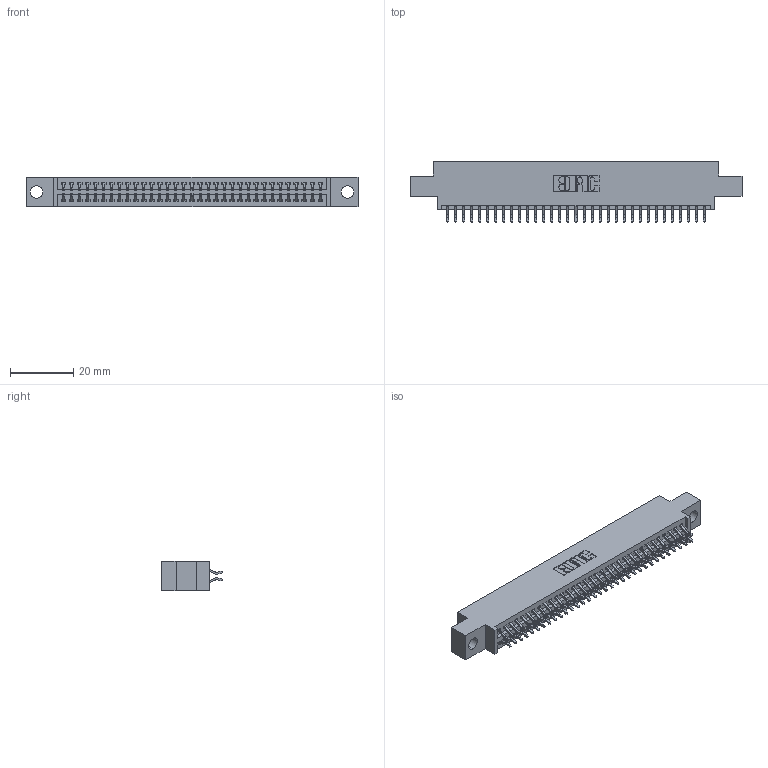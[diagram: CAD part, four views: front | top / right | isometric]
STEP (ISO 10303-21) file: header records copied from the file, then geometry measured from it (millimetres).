
FILE_DESCRIPTION (( 'STEP AP203' ), '1' );
FILE_NAME ('395-066-556-804.STEP', '2021-06-17T03:39:01', ( '' ), ( '' ), 'SwSTEP 2.0', 'SolidWorks 2020', '' );
FILE_SCHEMA (( 'CONFIG_CONTROL_DESIGN' ));
Length unit declared in the file: inch
Products named in the file (3): 345 Part_0.170 Offset - 0.156 Dia-TI; 345-292-001_556 Tail; 395-066-556-804
Assembly tree (67 placements, depth 2):
  395-066-556-804
    345 Part_0.170 Offset - 0.156 Dia-TI
    345-292-001_556 Tail  x66
Bounding box: 105.03 x 19.24 x 9.4 mm (x, y, z)
Volume: 9897.1 mm3; surface area: 14392.6 mm2
Topology: 67 solids, 67 shells, 3840 faces, 11411 edges, 7518 vertices
Faces by surface type: plane 2540, cylinder 1300
Entity records: 27875 total; most frequent: CARTESIAN_POINT 4702, ORIENTED_EDGE 4622, DIRECTION 4143, EDGE_CURVE 2311, LINE 2039, VECTOR 2039, VERTEX_POINT 1538, AXIS2_PLACEMENT_3D 1052
